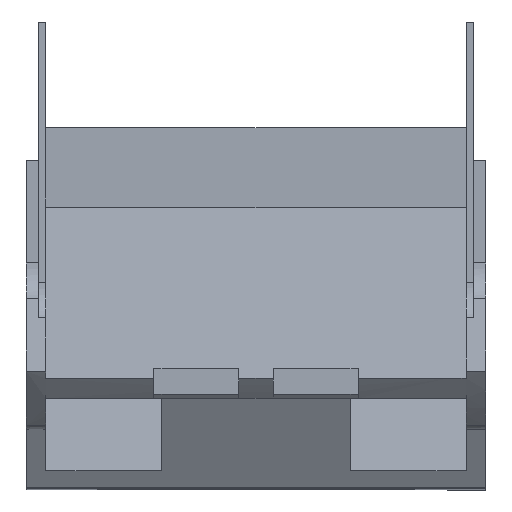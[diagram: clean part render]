
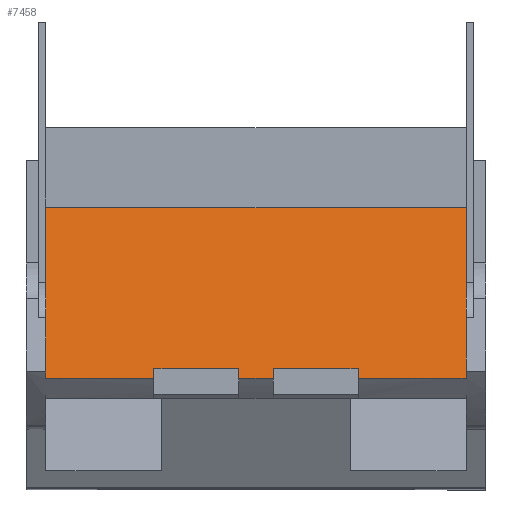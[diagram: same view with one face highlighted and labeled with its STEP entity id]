
A CAD part, top view. The second image highlights one B-rep face of the part: STEP entity #7458.
In plain terms, the highlighted planar face has unit normal (0, 0.873, 0.489).
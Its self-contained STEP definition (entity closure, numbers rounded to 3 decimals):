
#7376=AXIS2_PLACEMENT_3D('Plane Axis2P3D',#7373,#7374,#7375) ;
#4789=CARTESIAN_POINT('Vertex',(6.25,5.289,103.404)) ;
#4792=CARTESIAN_POINT('Line Origine',(11.86,5.289,103.404)) ;
#4796=CARTESIAN_POINT('Vertex',(0.95,5.289,103.404)) ;
#5453=CARTESIAN_POINT('Vertex',(20.622,5.289,103.404)) ;
#5456=CARTESIAN_POINT('Line Origine',(11.86,5.289,103.404)) ;
#5460=CARTESIAN_POINT('Vertex',(16.25,5.289,103.404)) ;
#6449=CARTESIAN_POINT('Line Origine',(0.95,5.35,103.295)) ;
#6453=CARTESIAN_POINT('Vertex',(0.95,5.411,103.186)) ;
#6456=CARTESIAN_POINT('Line Origine',(0.95,7.063,100.235)) ;
#6460=CARTESIAN_POINT('Vertex',(0.95,8.716,97.285)) ;
#6463=CARTESIAN_POINT('Line Origine',(0.95,10.045,94.912)) ;
#6467=CARTESIAN_POINT('Vertex',(0.95,11.373,92.54)) ;
#6471=CARTESIAN_POINT('Control Point',(0.95,11.373,92.54)) ;
#6472=CARTESIAN_POINT('Control Point',(0.95,13.639,88.494)) ;
#6473=CARTESIAN_POINT('Vertex',(0.95,13.639,88.494)) ;
#6476=CARTESIAN_POINT('Line Origine',(0.95,13.659,88.459)) ;
#6480=CARTESIAN_POINT('Vertex',(0.95,13.678,88.424)) ;
#6661=CARTESIAN_POINT('Vertex',(21.55,13.678,88.424)) ;
#6665=CARTESIAN_POINT('Control Point',(21.55,11.373,92.54)) ;
#6666=CARTESIAN_POINT('Control Point',(21.55,13.678,88.424)) ;
#6667=CARTESIAN_POINT('Vertex',(21.55,11.373,92.54)) ;
#6670=CARTESIAN_POINT('Line Origine',(21.55,10.045,94.912)) ;
#6674=CARTESIAN_POINT('Vertex',(21.55,8.716,97.285)) ;
#6678=CARTESIAN_POINT('Control Point',(21.55,5.411,103.186)) ;
#6679=CARTESIAN_POINT('Control Point',(21.55,6.072,102.006)) ;
#6680=CARTESIAN_POINT('Control Point',(21.55,6.733,100.826)) ;
#6681=CARTESIAN_POINT('Control Point',(21.55,7.394,99.645)) ;
#6682=CARTESIAN_POINT('Control Point',(21.55,8.055,98.465)) ;
#6683=CARTESIAN_POINT('Control Point',(21.55,8.716,97.285)) ;
#6684=CARTESIAN_POINT('Vertex',(21.55,5.411,103.186)) ;
#6688=CARTESIAN_POINT('Control Point',(21.55,5.297,103.39)) ;
#6689=CARTESIAN_POINT('Control Point',(21.55,5.32,103.349)) ;
#6690=CARTESIAN_POINT('Control Point',(21.55,5.343,103.308)) ;
#6691=CARTESIAN_POINT('Control Point',(21.55,5.365,103.268)) ;
#6692=CARTESIAN_POINT('Control Point',(21.55,5.388,103.227)) ;
#6693=CARTESIAN_POINT('Control Point',(21.55,5.411,103.186)) ;
#6694=CARTESIAN_POINT('Vertex',(21.55,5.297,103.39)) ;
#7352=CARTESIAN_POINT('Vertex',(6.25,5.762,102.56)) ;
#7355=CARTESIAN_POINT('Line Origine',(6.25,5.525,102.982)) ;
#7373=CARTESIAN_POINT('Axis2P3D Location',(19.817,9.434,96.003)) ;
#7378=CARTESIAN_POINT('Line Origine',(11.25,13.678,88.424)) ;
#7383=CARTESIAN_POINT('Line Origine',(8.325,5.762,102.56)) ;
#7387=CARTESIAN_POINT('Vertex',(10.4,5.762,102.56)) ;
#7390=CARTESIAN_POINT('Line Origine',(10.4,5.525,102.982)) ;
#7394=CARTESIAN_POINT('Vertex',(10.4,5.289,103.404)) ;
#7397=CARTESIAN_POINT('Line Origine',(11.25,5.289,103.404)) ;
#7401=CARTESIAN_POINT('Vertex',(12.1,5.289,103.404)) ;
#7404=CARTESIAN_POINT('Line Origine',(12.1,5.525,102.982)) ;
#7408=CARTESIAN_POINT('Vertex',(12.1,5.762,102.56)) ;
#7411=CARTESIAN_POINT('Line Origine',(14.175,5.762,102.56)) ;
#7415=CARTESIAN_POINT('Vertex',(16.25,5.762,102.56)) ;
#7418=CARTESIAN_POINT('Line Origine',(16.25,5.525,102.982)) ;
#7423=CARTESIAN_POINT('Line Origine',(20.622,5.293,103.397)) ;
#7427=CARTESIAN_POINT('Vertex',(20.622,5.297,103.39)) ;
#7430=CARTESIAN_POINT('Line Origine',(21.086,5.297,103.39)) ;
#4793=DIRECTION('Vector Direction',(-1.,0.,0.)) ;
#5457=DIRECTION('Vector Direction',(-1.,0.,0.)) ;
#6450=DIRECTION('Vector Direction',(0.,0.489,-0.872)) ;
#6457=DIRECTION('Vector Direction',(0.,0.489,-0.872)) ;
#6464=DIRECTION('Vector Direction',(0.,0.489,-0.872)) ;
#6477=DIRECTION('Vector Direction',(0.,0.489,-0.872)) ;
#6671=DIRECTION('Vector Direction',(0.,-0.489,0.872)) ;
#7356=DIRECTION('Vector Direction',(0.,-0.489,0.872)) ;
#7374=DIRECTION('Axis2P3D Direction',(0.,-0.872,-0.489)) ;
#7375=DIRECTION('Axis2P3D XDirection',(-1.,0.,0.)) ;
#7379=DIRECTION('Vector Direction',(1.,0.,0.)) ;
#7384=DIRECTION('Vector Direction',(-1.,0.,0.)) ;
#7391=DIRECTION('Vector Direction',(0.,-0.489,0.872)) ;
#7398=DIRECTION('Vector Direction',(-1.,0.,0.)) ;
#7405=DIRECTION('Vector Direction',(0.,-0.489,0.872)) ;
#7412=DIRECTION('Vector Direction',(-1.,0.,0.)) ;
#7419=DIRECTION('Vector Direction',(0.,-0.489,0.872)) ;
#7424=DIRECTION('Vector Direction',(-0.009,-0.489,0.872)) ;
#7431=DIRECTION('Vector Direction',(-1.,0.,0.)) ;
#4794=VECTOR('Line Direction',#4793,1.) ;
#5458=VECTOR('Line Direction',#5457,1.) ;
#6451=VECTOR('Line Direction',#6450,1.) ;
#6458=VECTOR('Line Direction',#6457,1.) ;
#6465=VECTOR('Line Direction',#6464,1.) ;
#6478=VECTOR('Line Direction',#6477,1.) ;
#6672=VECTOR('Line Direction',#6671,1.) ;
#7357=VECTOR('Line Direction',#7356,1.) ;
#7380=VECTOR('Line Direction',#7379,1.) ;
#7385=VECTOR('Line Direction',#7384,1.) ;
#7392=VECTOR('Line Direction',#7391,1.) ;
#7399=VECTOR('Line Direction',#7398,1.) ;
#7406=VECTOR('Line Direction',#7405,1.) ;
#7413=VECTOR('Line Direction',#7412,1.) ;
#7420=VECTOR('Line Direction',#7419,1.) ;
#7425=VECTOR('Line Direction',#7424,1.) ;
#7432=VECTOR('Line Direction',#7431,1.) ;
#7436=ORIENTED_EDGE('',*,*,#6669,.T.) ;
#7437=ORIENTED_EDGE('',*,*,#7382,.F.) ;
#7438=ORIENTED_EDGE('',*,*,#6482,.F.) ;
#7439=ORIENTED_EDGE('',*,*,#6475,.T.) ;
#7440=ORIENTED_EDGE('',*,*,#6469,.F.) ;
#7441=ORIENTED_EDGE('',*,*,#6462,.F.) ;
#7442=ORIENTED_EDGE('',*,*,#6455,.T.) ;
#7443=ORIENTED_EDGE('',*,*,#4798,.T.) ;
#7444=ORIENTED_EDGE('',*,*,#7359,.F.) ;
#7445=ORIENTED_EDGE('',*,*,#7389,.F.) ;
#7446=ORIENTED_EDGE('',*,*,#7396,.T.) ;
#7447=ORIENTED_EDGE('',*,*,#7403,.T.) ;
#7448=ORIENTED_EDGE('',*,*,#7410,.F.) ;
#7449=ORIENTED_EDGE('',*,*,#7417,.F.) ;
#7450=ORIENTED_EDGE('',*,*,#7422,.T.) ;
#7451=ORIENTED_EDGE('',*,*,#5462,.T.) ;
#7452=ORIENTED_EDGE('',*,*,#7429,.T.) ;
#7453=ORIENTED_EDGE('',*,*,#7434,.F.) ;
#7454=ORIENTED_EDGE('',*,*,#6696,.F.) ;
#7455=ORIENTED_EDGE('',*,*,#6686,.F.) ;
#7456=ORIENTED_EDGE('',*,*,#6676,.F.) ;
#7458=ADVANCED_FACE('SIDE',(#7457),#7377,.F.) ;
#6470=B_SPLINE_CURVE_WITH_KNOTS('',1,(#6471,#6472),.UNSPECIFIED.,.F.,.U.,(2,2),(0.,4.637),.UNSPECIFIED.) ;
#6664=B_SPLINE_CURVE_WITH_KNOTS('',1,(#6665,#6666),.UNSPECIFIED.,.F.,.U.,(2,2),(0.,4.717),.UNSPECIFIED.) ;
#6677=B_SPLINE_CURVE_WITH_KNOTS('',5,(#6678,#6679,#6680,#6681,#6682,#6683),.UNSPECIFIED.,.F.,.U.,(6,6),(0.233,6.997),.UNSPECIFIED.) ;
#6687=B_SPLINE_CURVE_WITH_KNOTS('',5,(#6688,#6689,#6690,#6691,#6692,#6693),.UNSPECIFIED.,.F.,.U.,(6,6),(0.,0.233),.UNSPECIFIED.) ;
#4798=EDGE_CURVE('',#4797,#4790,#4795,.F.) ;
#5462=EDGE_CURVE('',#5461,#5454,#5459,.F.) ;
#6455=EDGE_CURVE('',#6454,#4797,#6452,.F.) ;
#6462=EDGE_CURVE('',#6454,#6461,#6459,.T.) ;
#6469=EDGE_CURVE('',#6461,#6468,#6466,.T.) ;
#6475=EDGE_CURVE('',#6474,#6468,#6470,.F.) ;
#6482=EDGE_CURVE('',#6474,#6481,#6479,.T.) ;
#6669=EDGE_CURVE('',#6668,#6662,#6664,.T.) ;
#6676=EDGE_CURVE('',#6668,#6675,#6673,.T.) ;
#6686=EDGE_CURVE('',#6675,#6685,#6677,.F.) ;
#6696=EDGE_CURVE('',#6685,#6695,#6687,.F.) ;
#7359=EDGE_CURVE('',#7353,#4790,#7358,.T.) ;
#7382=EDGE_CURVE('',#6481,#6662,#7381,.T.) ;
#7389=EDGE_CURVE('',#7388,#7353,#7386,.T.) ;
#7396=EDGE_CURVE('',#7388,#7395,#7393,.T.) ;
#7403=EDGE_CURVE('',#7395,#7402,#7400,.F.) ;
#7410=EDGE_CURVE('',#7409,#7402,#7407,.T.) ;
#7417=EDGE_CURVE('',#7416,#7409,#7414,.T.) ;
#7422=EDGE_CURVE('',#7416,#5461,#7421,.T.) ;
#7429=EDGE_CURVE('',#5454,#7428,#7426,.F.) ;
#7434=EDGE_CURVE('',#6695,#7428,#7433,.T.) ;
#7435=EDGE_LOOP('',(#7436,#7437,#7438,#7439,#7440,#7441,#7442,#7443,#7444,#7445,#7446,#7447,#7448,#7449,#7450,#7451,#7452,#7453,#7454,#7455,#7456)) ;
#7457=FACE_OUTER_BOUND('',#7435,.T.) ;
#4795=LINE('Line',#4792,#4794) ;
#5459=LINE('Line',#5456,#5458) ;
#6452=LINE('Line',#6449,#6451) ;
#6459=LINE('Line',#6456,#6458) ;
#6466=LINE('Line',#6463,#6465) ;
#6479=LINE('Line',#6476,#6478) ;
#6673=LINE('Line',#6670,#6672) ;
#7358=LINE('Line',#7355,#7357) ;
#7381=LINE('Line',#7378,#7380) ;
#7386=LINE('Line',#7383,#7385) ;
#7393=LINE('Line',#7390,#7392) ;
#7400=LINE('Line',#7397,#7399) ;
#7407=LINE('Line',#7404,#7406) ;
#7414=LINE('Line',#7411,#7413) ;
#7421=LINE('Line',#7418,#7420) ;
#7426=LINE('Line',#7423,#7425) ;
#7433=LINE('Line',#7430,#7432) ;
#7377=PLANE('',#7376) ;
#4790=VERTEX_POINT('',#4789) ;
#4797=VERTEX_POINT('',#4796) ;
#5454=VERTEX_POINT('',#5453) ;
#5461=VERTEX_POINT('',#5460) ;
#6454=VERTEX_POINT('',#6453) ;
#6461=VERTEX_POINT('',#6460) ;
#6468=VERTEX_POINT('',#6467) ;
#6474=VERTEX_POINT('',#6473) ;
#6481=VERTEX_POINT('',#6480) ;
#6662=VERTEX_POINT('',#6661) ;
#6668=VERTEX_POINT('',#6667) ;
#6675=VERTEX_POINT('',#6674) ;
#6685=VERTEX_POINT('',#6684) ;
#6695=VERTEX_POINT('',#6694) ;
#7353=VERTEX_POINT('',#7352) ;
#7388=VERTEX_POINT('',#7387) ;
#7395=VERTEX_POINT('',#7394) ;
#7402=VERTEX_POINT('',#7401) ;
#7409=VERTEX_POINT('',#7408) ;
#7416=VERTEX_POINT('',#7415) ;
#7428=VERTEX_POINT('',#7427) ;
